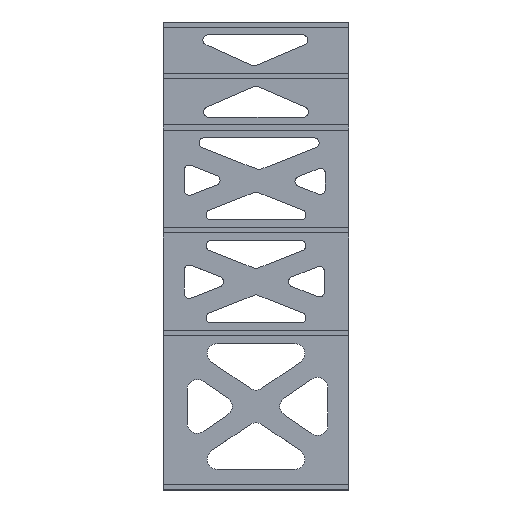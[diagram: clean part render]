
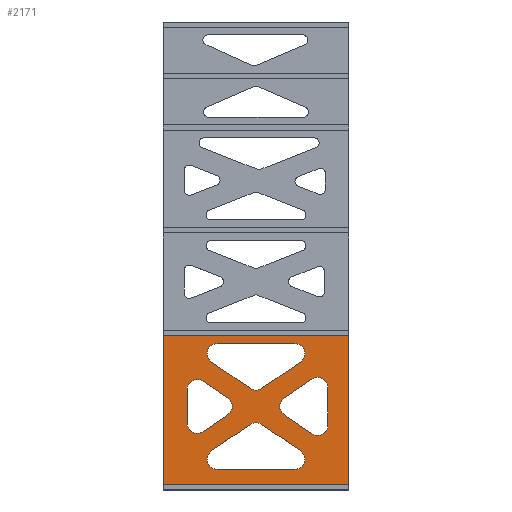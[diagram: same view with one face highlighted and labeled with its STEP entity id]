
A CAD part, top view. The second image highlights one B-rep face of the part: STEP entity #2171.
In plain terms, the highlighted planar face has unit normal (0, 0, 1).
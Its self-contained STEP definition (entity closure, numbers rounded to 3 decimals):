
#58=FACE_BOUND('',#299,.T.);
#59=FACE_BOUND('',#300,.T.);
#60=FACE_BOUND('',#301,.T.);
#61=FACE_BOUND('',#302,.T.);
#88=CIRCLE('',#2299,25.4);
#89=CIRCLE('',#2300,25.4);
#90=CIRCLE('',#2301,25.4);
#91=CIRCLE('',#2302,25.4);
#92=CIRCLE('',#2303,25.4);
#93=CIRCLE('',#2304,25.4);
#94=CIRCLE('',#2305,25.4);
#95=CIRCLE('',#2306,25.4);
#96=CIRCLE('',#2307,25.4);
#97=CIRCLE('',#2308,25.4);
#98=CIRCLE('',#2309,25.4);
#99=CIRCLE('',#2310,25.4);
#187=FACE_OUTER_BOUND('',#298,.T.);
#298=EDGE_LOOP('',(#1515,#1516,#1517,#1518));
#299=EDGE_LOOP('',(#1519,#1520,#1521,#1522,#1523,#1524));
#300=EDGE_LOOP('',(#1525,#1526,#1527,#1528,#1529,#1530));
#301=EDGE_LOOP('',(#1531,#1532,#1533,#1534,#1535,#1536));
#302=EDGE_LOOP('',(#1537,#1538,#1539,#1540,#1541,#1542));
#438=LINE('',#3150,#678);
#464=LINE('',#3204,#704);
#479=LINE('',#3238,#719);
#480=LINE('',#3239,#720);
#481=LINE('',#3244,#721);
#482=LINE('',#3248,#722);
#483=LINE('',#3251,#723);
#484=LINE('',#3256,#724);
#485=LINE('',#3260,#725);
#486=LINE('',#3263,#726);
#487=LINE('',#3268,#727);
#488=LINE('',#3272,#728);
#489=LINE('',#3275,#729);
#490=LINE('',#3280,#730);
#491=LINE('',#3284,#731);
#492=LINE('',#3287,#732);
#678=VECTOR('',#2508,10.);
#704=VECTOR('',#2550,10.);
#719=VECTOR('',#2579,10.);
#720=VECTOR('',#2580,10.);
#721=VECTOR('',#2583,10.);
#722=VECTOR('',#2586,10.);
#723=VECTOR('',#2589,10.);
#724=VECTOR('',#2592,10.);
#725=VECTOR('',#2595,10.);
#726=VECTOR('',#2598,10.);
#727=VECTOR('',#2601,10.);
#728=VECTOR('',#2604,10.);
#729=VECTOR('',#2607,10.);
#730=VECTOR('',#2610,10.);
#731=VECTOR('',#2613,10.);
#732=VECTOR('',#2616,10.);
#915=VERTEX_POINT('',#3148);
#916=VERTEX_POINT('',#3149);
#935=VERTEX_POINT('',#3202);
#936=VERTEX_POINT('',#3203);
#949=VERTEX_POINT('',#3240);
#950=VERTEX_POINT('',#3241);
#951=VERTEX_POINT('',#3243);
#952=VERTEX_POINT('',#3245);
#953=VERTEX_POINT('',#3247);
#954=VERTEX_POINT('',#3249);
#955=VERTEX_POINT('',#3252);
#956=VERTEX_POINT('',#3253);
#957=VERTEX_POINT('',#3255);
#958=VERTEX_POINT('',#3257);
#959=VERTEX_POINT('',#3259);
#960=VERTEX_POINT('',#3261);
#961=VERTEX_POINT('',#3264);
#962=VERTEX_POINT('',#3265);
#963=VERTEX_POINT('',#3267);
#964=VERTEX_POINT('',#3269);
#965=VERTEX_POINT('',#3271);
#966=VERTEX_POINT('',#3273);
#967=VERTEX_POINT('',#3276);
#968=VERTEX_POINT('',#3277);
#969=VERTEX_POINT('',#3279);
#970=VERTEX_POINT('',#3281);
#971=VERTEX_POINT('',#3283);
#972=VERTEX_POINT('',#3285);
#1134=EDGE_CURVE('',#915,#916,#438,.T.);
#1160=EDGE_CURVE('',#935,#936,#464,.T.);
#1178=EDGE_CURVE('',#916,#935,#479,.T.);
#1179=EDGE_CURVE('',#936,#915,#480,.T.);
#1180=EDGE_CURVE('',#949,#950,#88,.T.);
#1181=EDGE_CURVE('',#950,#951,#481,.T.);
#1182=EDGE_CURVE('',#951,#952,#89,.T.);
#1183=EDGE_CURVE('',#952,#953,#482,.T.);
#1184=EDGE_CURVE('',#953,#954,#90,.T.);
#1185=EDGE_CURVE('',#954,#949,#483,.T.);
#1186=EDGE_CURVE('',#955,#956,#91,.T.);
#1187=EDGE_CURVE('',#956,#957,#484,.T.);
#1188=EDGE_CURVE('',#957,#958,#92,.T.);
#1189=EDGE_CURVE('',#958,#959,#485,.T.);
#1190=EDGE_CURVE('',#959,#960,#93,.T.);
#1191=EDGE_CURVE('',#960,#955,#486,.T.);
#1192=EDGE_CURVE('',#961,#962,#94,.T.);
#1193=EDGE_CURVE('',#962,#963,#487,.T.);
#1194=EDGE_CURVE('',#963,#964,#95,.T.);
#1195=EDGE_CURVE('',#964,#965,#488,.T.);
#1196=EDGE_CURVE('',#965,#966,#96,.T.);
#1197=EDGE_CURVE('',#966,#961,#489,.T.);
#1198=EDGE_CURVE('',#967,#968,#97,.T.);
#1199=EDGE_CURVE('',#968,#969,#490,.T.);
#1200=EDGE_CURVE('',#969,#970,#98,.T.);
#1201=EDGE_CURVE('',#970,#971,#491,.T.);
#1202=EDGE_CURVE('',#971,#972,#99,.T.);
#1203=EDGE_CURVE('',#972,#967,#492,.T.);
#1515=ORIENTED_EDGE('',*,*,#1134,.T.);
#1516=ORIENTED_EDGE('',*,*,#1178,.T.);
#1517=ORIENTED_EDGE('',*,*,#1160,.T.);
#1518=ORIENTED_EDGE('',*,*,#1179,.T.);
#1519=ORIENTED_EDGE('',*,*,#1180,.T.);
#1520=ORIENTED_EDGE('',*,*,#1181,.T.);
#1521=ORIENTED_EDGE('',*,*,#1182,.T.);
#1522=ORIENTED_EDGE('',*,*,#1183,.T.);
#1523=ORIENTED_EDGE('',*,*,#1184,.T.);
#1524=ORIENTED_EDGE('',*,*,#1185,.T.);
#1525=ORIENTED_EDGE('',*,*,#1186,.T.);
#1526=ORIENTED_EDGE('',*,*,#1187,.T.);
#1527=ORIENTED_EDGE('',*,*,#1188,.T.);
#1528=ORIENTED_EDGE('',*,*,#1189,.T.);
#1529=ORIENTED_EDGE('',*,*,#1190,.T.);
#1530=ORIENTED_EDGE('',*,*,#1191,.T.);
#1531=ORIENTED_EDGE('',*,*,#1192,.T.);
#1532=ORIENTED_EDGE('',*,*,#1193,.T.);
#1533=ORIENTED_EDGE('',*,*,#1194,.T.);
#1534=ORIENTED_EDGE('',*,*,#1195,.T.);
#1535=ORIENTED_EDGE('',*,*,#1196,.T.);
#1536=ORIENTED_EDGE('',*,*,#1197,.T.);
#1537=ORIENTED_EDGE('',*,*,#1198,.T.);
#1538=ORIENTED_EDGE('',*,*,#1199,.T.);
#1539=ORIENTED_EDGE('',*,*,#1200,.T.);
#1540=ORIENTED_EDGE('',*,*,#1201,.T.);
#1541=ORIENTED_EDGE('',*,*,#1202,.T.);
#1542=ORIENTED_EDGE('',*,*,#1203,.T.);
#2103=PLANE('',#2298);
#2171=ADVANCED_FACE('',(#187,#58,#59,#60,#61),#2103,.T.);
#2298=AXIS2_PLACEMENT_3D('',#3237,#2577,#2578);
#2299=AXIS2_PLACEMENT_3D('',#3242,#2581,#2582);
#2300=AXIS2_PLACEMENT_3D('',#3246,#2584,#2585);
#2301=AXIS2_PLACEMENT_3D('',#3250,#2587,#2588);
#2302=AXIS2_PLACEMENT_3D('',#3254,#2590,#2591);
#2303=AXIS2_PLACEMENT_3D('',#3258,#2593,#2594);
#2304=AXIS2_PLACEMENT_3D('',#3262,#2596,#2597);
#2305=AXIS2_PLACEMENT_3D('',#3266,#2599,#2600);
#2306=AXIS2_PLACEMENT_3D('',#3270,#2602,#2603);
#2307=AXIS2_PLACEMENT_3D('',#3274,#2605,#2606);
#2308=AXIS2_PLACEMENT_3D('',#3278,#2608,#2609);
#2309=AXIS2_PLACEMENT_3D('',#3282,#2611,#2612);
#2310=AXIS2_PLACEMENT_3D('',#3286,#2614,#2615);
#2508=DIRECTION('',(-1.,0.,0.));
#2550=DIRECTION('',(1.,0.,0.));
#2577=DIRECTION('center_axis',(0.,0.,1.));
#2578=DIRECTION('ref_axis',(1.,0.,0.));
#2579=DIRECTION('',(0.,-1.,0.));
#2580=DIRECTION('',(0.,1.,0.));
#2581=DIRECTION('center_axis',(0.,0.,-1.));
#2582=DIRECTION('ref_axis',(0.,1.,0.));
#2583=DIRECTION('',(1.,0.,0.));
#2584=DIRECTION('center_axis',(0.,0.,-1.));
#2585=DIRECTION('ref_axis',(0.562,-0.827,0.));
#2586=DIRECTION('',(-0.827,-0.562,0.));
#2587=DIRECTION('center_axis',(0.,0.,-1.));
#2588=DIRECTION('ref_axis',(-0.562,-0.827,0.));
#2589=DIRECTION('',(-0.827,0.562,0.));
#2590=DIRECTION('center_axis',(0.,0.,-1.));
#2591=DIRECTION('ref_axis',(1.,0.,0.));
#2592=DIRECTION('',(0.,-1.,0.));
#2593=DIRECTION('center_axis',(0.,0.,-1.));
#2594=DIRECTION('ref_axis',(-0.562,-0.827,0.));
#2595=DIRECTION('',(-0.827,0.562,0.));
#2596=DIRECTION('center_axis',(0.,0.,-1.));
#2597=DIRECTION('ref_axis',(-0.562,0.827,0.));
#2598=DIRECTION('',(0.827,0.562,0.));
#2599=DIRECTION('center_axis',(0.,0.,-1.));
#2600=DIRECTION('ref_axis',(-0.562,0.827,0.));
#2601=DIRECTION('',(0.827,0.562,0.));
#2602=DIRECTION('center_axis',(0.,0.,-1.));
#2603=DIRECTION('ref_axis',(0.562,0.827,0.));
#2604=DIRECTION('',(0.827,-0.562,0.));
#2605=DIRECTION('center_axis',(0.,0.,-1.));
#2606=DIRECTION('ref_axis',(0.,-1.,0.));
#2607=DIRECTION('',(-1.,0.,0.));
#2608=DIRECTION('center_axis',(0.,0.,-1.));
#2609=DIRECTION('ref_axis',(0.562,0.827,0.));
#2610=DIRECTION('',(0.827,-0.562,0.));
#2611=DIRECTION('center_axis',(0.,0.,-1.));
#2612=DIRECTION('ref_axis',(0.562,-0.827,0.));
#2613=DIRECTION('',(-0.827,-0.562,0.));
#2614=DIRECTION('center_axis',(0.,0.,-1.));
#2615=DIRECTION('ref_axis',(-1.,0.,0.));
#2616=DIRECTION('',(0.,1.,0.));
#3148=CARTESIAN_POINT('',(457.2,380.7,12.7));
#3149=CARTESIAN_POINT('',(0.,380.7,12.7));
#3150=CARTESIAN_POINT('',(342.9,380.7,12.7));
#3202=CARTESIAN_POINT('',(0.,12.7,12.7));
#3203=CARTESIAN_POINT('',(457.2,12.7,12.7));
#3204=CARTESIAN_POINT('',(114.3,12.7,12.7));
#3237=CARTESIAN_POINT('Origin',(228.6,577.85,12.7));
#3238=CARTESIAN_POINT('',(0.,1155.7,12.7));
#3239=CARTESIAN_POINT('',(457.2,0.,12.7));
#3240=CARTESIAN_POINT('',(119.205,315.532,12.7));
#3241=CARTESIAN_POINT('',(133.467,361.95,12.7));
#3242=CARTESIAN_POINT('Origin',(133.467,336.55,12.7));
#3243=CARTESIAN_POINT('',(323.733,361.95,12.7));
#3244=CARTESIAN_POINT('',(133.467,361.95,12.7));
#3245=CARTESIAN_POINT('',(337.995,315.532,12.7));
#3246=CARTESIAN_POINT('Origin',(323.733,336.55,12.7));
#3247=CARTESIAN_POINT('',(242.862,250.978,12.7));
#3248=CARTESIAN_POINT('',(242.862,250.978,12.7));
#3249=CARTESIAN_POINT('',(214.338,250.978,12.7));
#3250=CARTESIAN_POINT('Origin',(228.6,271.996,12.7));
#3251=CARTESIAN_POINT('',(119.205,315.532,12.7));
#3252=CARTESIAN_POINT('',(366.738,273.645,12.7));
#3253=CARTESIAN_POINT('',(406.4,252.627,12.7));
#3254=CARTESIAN_POINT('Origin',(381.,252.627,12.7));
#3255=CARTESIAN_POINT('',(406.4,160.123,12.7));
#3256=CARTESIAN_POINT('',(406.4,252.627,12.7));
#3257=CARTESIAN_POINT('',(366.738,139.105,12.7));
#3258=CARTESIAN_POINT('Origin',(381.,160.123,12.7));
#3259=CARTESIAN_POINT('',(298.577,185.357,12.7));
#3260=CARTESIAN_POINT('',(298.577,185.357,12.7));
#3261=CARTESIAN_POINT('',(298.577,227.393,12.7));
#3262=CARTESIAN_POINT('Origin',(312.839,206.375,12.7));
#3263=CARTESIAN_POINT('',(366.738,273.645,12.7));
#3264=CARTESIAN_POINT('',(133.467,50.8,12.7));
#3265=CARTESIAN_POINT('',(119.205,97.218,12.7));
#3266=CARTESIAN_POINT('Origin',(133.467,76.2,12.7));
#3267=CARTESIAN_POINT('',(214.338,161.772,12.7));
#3268=CARTESIAN_POINT('',(119.205,97.218,12.7));
#3269=CARTESIAN_POINT('',(242.862,161.772,12.7));
#3270=CARTESIAN_POINT('Origin',(228.6,140.754,12.7));
#3271=CARTESIAN_POINT('',(337.995,97.218,12.7));
#3272=CARTESIAN_POINT('',(242.862,161.772,12.7));
#3273=CARTESIAN_POINT('',(323.733,50.8,12.7));
#3274=CARTESIAN_POINT('Origin',(323.733,76.2,12.7));
#3275=CARTESIAN_POINT('',(133.467,50.8,12.7));
#3276=CARTESIAN_POINT('',(58.399,247.471,12.7));
#3277=CARTESIAN_POINT('',(98.061,268.489,12.7));
#3278=CARTESIAN_POINT('Origin',(83.799,247.471,12.7));
#3279=CARTESIAN_POINT('',(158.623,227.393,12.7));
#3280=CARTESIAN_POINT('',(98.061,268.489,12.7));
#3281=CARTESIAN_POINT('',(158.623,185.357,12.7));
#3282=CARTESIAN_POINT('Origin',(144.361,206.375,12.7));
#3283=CARTESIAN_POINT('',(98.061,144.261,12.7));
#3284=CARTESIAN_POINT('',(158.623,185.357,12.7));
#3285=CARTESIAN_POINT('',(58.399,165.279,12.7));
#3286=CARTESIAN_POINT('Origin',(83.799,165.279,12.7));
#3287=CARTESIAN_POINT('',(58.399,247.471,12.7));
